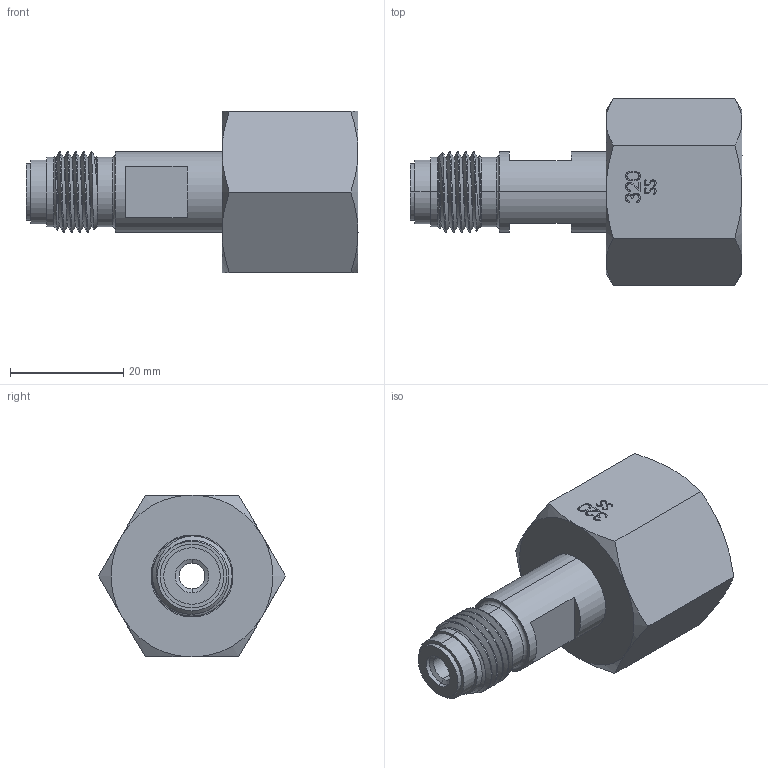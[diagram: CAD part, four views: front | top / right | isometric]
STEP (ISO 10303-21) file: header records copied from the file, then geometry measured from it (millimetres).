
FILE_DESCRIPTION (( 'STEP AP203' ), '1' );
FILE_NAME ('INL-320SS-4MFS-28.STEP', '2025-01-08T18:31:02', ( '' ), ( '' ), 'SwSTEP 2.0', 'SolidWorks 2018', '' );
FILE_SCHEMA (( 'CONFIG_CONTROL_DESIGN' ));
Length unit declared in the file: inch
Products named in the file (1): INL-320SS-4MFS-28
Bounding box: 58.59 x 33 x 28.57 mm (x, y, z)
Volume: 16857.2 mm3; surface area: 9198.8 mm2
Topology: 3 solids, 3 shells, 121 faces, 436 edges, 335 vertices
Faces by surface type: cylinder 46, cone 31, plane 30, torus 8, bspline 6
Entity records: 11462 total; most frequent: CARTESIAN_POINT 7973, ORIENTED_EDGE 872, DIRECTION 518, EDGE_CURVE 436, VERTEX_POINT 335, B_SPLINE_CURVE_WITH_KNOTS 226, AXIS2_PLACEMENT_3D 213, EDGE_LOOP 141
